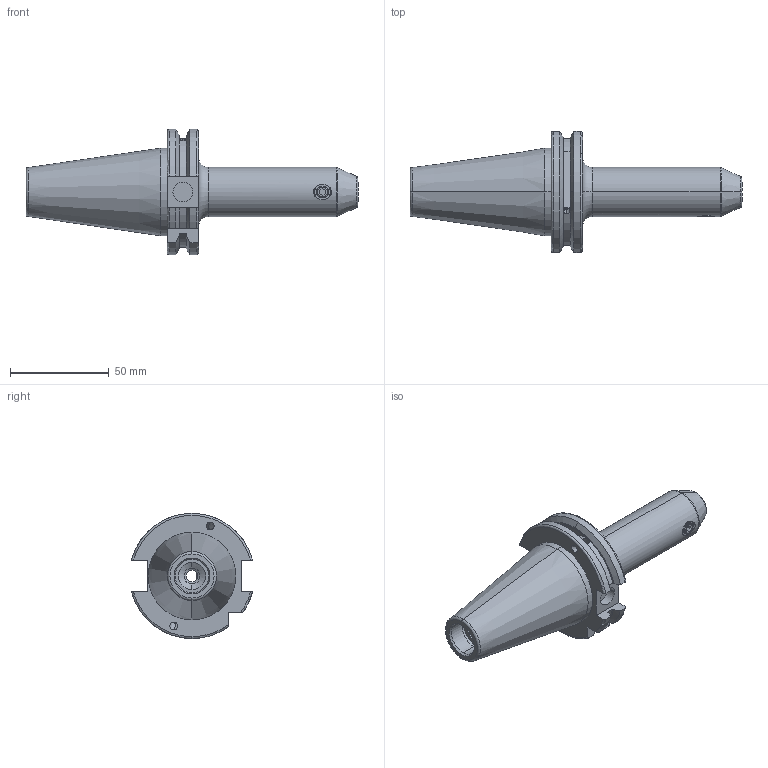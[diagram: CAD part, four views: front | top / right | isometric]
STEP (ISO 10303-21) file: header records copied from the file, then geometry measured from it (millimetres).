
FILE_DESCRIPTION (( 'STEP AP203' ), '1' );
FILE_NAME ('91406-WE7 06100.STEP', '2015-09-04T11:54:21', ( '' ), ( '' ), 'SwSTEP 2.0', 'SolidWorks 2009', '' );
FILE_SCHEMA (( 'CONFIG_CONTROL_DESIGN' ));
Length unit declared in the file: millimetre
Products named in the file (4): 91406-WE7  06100; SK40 EM06 100 FTCWW; M6X10_DIN 913 - M6 x 10-N; Copy of M4X4_DIN 913 - M4 x 4-N
Assembly tree (4 placements, depth 2):
  91406-WE7  06100
    M6X10_DIN 913 - M6 x 10-N
    Copy of M4X4_DIN 913 - M4 x 4-N  x2
    SK40 EM06 100 FTCWW
Bounding box: 168.4 x 61.48 x 63.55 mm (x, y, z)
Volume: 137958.3 mm3; surface area: 28805.2 mm2
Topology: 4 solids, 4 shells, 154 faces, 373 edges, 235 vertices
Faces by surface type: plane 56, cylinder 42, cone 34, torus 18, bspline 4
Entity records: 5004 total; most frequent: CARTESIAN_POINT 1262, DIRECTION 708, ORIENTED_EDGE 682, EDGE_CURVE 341, AXIS2_PLACEMENT_3D 277, VERTEX_POINT 215, EDGE_LOOP 158, VECTOR 154
